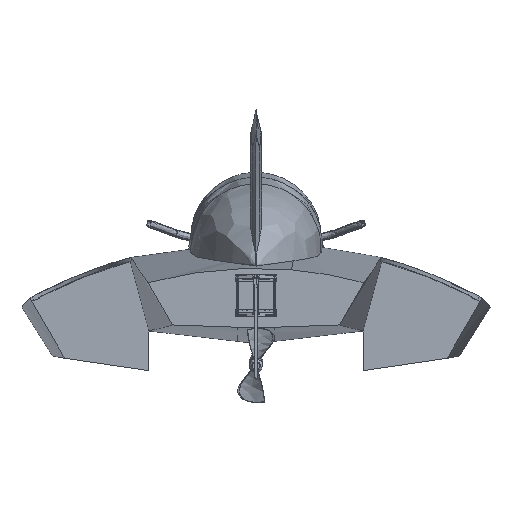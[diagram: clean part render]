
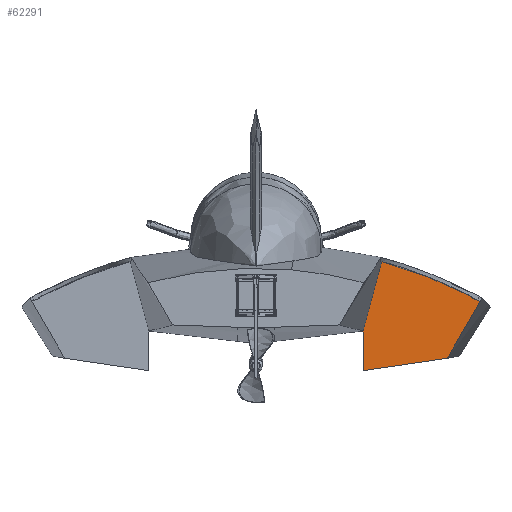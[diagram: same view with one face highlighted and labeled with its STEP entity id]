
A CAD part, left-side view. The second image highlights one B-rep face of the part: STEP entity #62291.
In plain terms, the highlighted free-form (B-spline) face has degree [1, 1] with [2, 2] control points.
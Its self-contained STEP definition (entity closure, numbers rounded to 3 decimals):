
#62291 = ADVANCED_FACE('',(#62292),#62393,.T.);
#62292 = FACE_BOUND('',#62293,.T.);
#62293 = EDGE_LOOP('',(#62294,#62306,#62322,#62332,#62339,#62357,#62367,
    #62388));
#62294 = ORIENTED_EDGE('',*,*,#62295,.F.);
#62295 = EDGE_CURVE('',#62296,#62298,#62300,.T.);
#62296 = VERTEX_POINT('',#62297);
#62297 = CARTESIAN_POINT('',(4465.468,-1529.51,
    -638.493));
#62298 = VERTEX_POINT('',#62299);
#62299 = CARTESIAN_POINT('',(4465.468,-856.392,
    -737.833));
#62300 = B_SPLINE_CURVE_WITH_KNOTS('',4,(#62301,#62302,#62303,#62304,
    #62305),.UNSPECIFIED.,.F.,.F.,(5,5),(0.,937.644),
  .PIECEWISE_BEZIER_KNOTS.);
#62301 = CARTESIAN_POINT('',(4465.468,-1529.51,
    -638.493));
#62302 = CARTESIAN_POINT('',(4465.468,-1184.343,
    -689.433));
#62303 = CARTESIAN_POINT('',(4465.468,-839.177,
    -740.374));
#62304 = CARTESIAN_POINT('',(4465.468,-494.01,
    -791.314));
#62305 = CARTESIAN_POINT('',(4465.468,-148.843,
    -842.254));
#62306 = ORIENTED_EDGE('',*,*,#62307,.F.);
#62307 = EDGE_CURVE('',#62308,#62296,#62310,.T.);
#62308 = VERTEX_POINT('',#62309);
#62309 = CARTESIAN_POINT('',(4465.468,-1792.382,
    -183.186));
#62310 = B_SPLINE_CURVE_WITH_KNOTS('',4,(#62311,#62312,#62313,#62314,
    #62315,#62316,#62317,#62318,#62319,#62320,#62321),.UNSPECIFIED.,.F.,
  .F.,(5,3,3,5),(-407.42,2843.615,2988.596,
    3148.421),.UNSPECIFIED.);
#62311 = CARTESIAN_POINT('',(4465.468,-4175.827,
    3945.062));
#62312 = CARTESIAN_POINT('',(4465.468,-3570.958,
    2897.399));
#62313 = CARTESIAN_POINT('',(4465.468,-2966.089,
    1849.735));
#62314 = CARTESIAN_POINT('',(4465.468,-2361.221,
    802.072));
#62315 = CARTESIAN_POINT('',(4465.468,-1729.377,
    -292.312));
#62316 = CARTESIAN_POINT('',(4465.468,-1702.403,
    -339.033));
#62317 = CARTESIAN_POINT('',(4465.468,-1675.429,
    -385.754));
#62318 = CARTESIAN_POINT('',(4465.468,-1618.718,
    -483.979));
#62319 = CARTESIAN_POINT('',(4465.468,-1588.982,
    -535.484));
#62320 = CARTESIAN_POINT('',(4465.468,-1559.246,
    -586.988));
#62321 = CARTESIAN_POINT('',(4465.468,-1529.51,
    -638.493));
#62322 = ORIENTED_EDGE('',*,*,#62323,.T.);
#62323 = EDGE_CURVE('',#62308,#62324,#62326,.T.);
#62324 = VERTEX_POINT('',#62325);
#62325 = CARTESIAN_POINT('',(4465.468,-1790.316,
    -182.066));
#62326 = ( BOUNDED_CURVE() B_SPLINE_CURVE(4,(#62327,#62328,#62329,#62330
,#62331),.UNSPECIFIED.,.F.,.F.) B_SPLINE_CURVE_WITH_KNOTS((5,5),(0.,
0.226),.PIECEWISE_BEZIER_KNOTS.) CURVE() 
GEOMETRIC_REPRESENTATION_ITEM() RATIONAL_B_SPLINE_CURVE((1.,1.,
1.,1.,1.)) REPRESENTATION_ITEM('') );
#62327 = CARTESIAN_POINT('',(4465.468,-1793.073,
    -183.561));
#62328 = CARTESIAN_POINT('',(4465.468,-1606.38,
    -82.249));
#62329 = CARTESIAN_POINT('',(4465.468,-1411.246,
    5.436));
#62330 = CARTESIAN_POINT('',(4465.468,-1209.965,
    77.902));
#62331 = CARTESIAN_POINT('',(4465.468,-1005.289,
    134.702));
#62332 = ORIENTED_EDGE('',*,*,#62333,.T.);
#62333 = EDGE_CURVE('',#62324,#62334,#62336,.T.);
#62334 = VERTEX_POINT('',#62335);
#62335 = CARTESIAN_POINT('',(4465.468,-1725.901,
    -156.074));
#62336 = B_SPLINE_CURVE_WITH_KNOTS('',1,(#62337,#62338),.UNSPECIFIED.,
  .F.,.F.,(2,2),(-1297.05,-1250.383),
  .PIECEWISE_BEZIER_KNOTS.);
#62337 = CARTESIAN_POINT('',(4465.468,-1790.316,
    -182.066));
#62338 = CARTESIAN_POINT('',(4465.468,-1725.901,
    -156.074));
#62339 = ORIENTED_EDGE('',*,*,#62340,.F.);
#62340 = EDGE_CURVE('',#62341,#62334,#62343,.T.);
#62341 = VERTEX_POINT('',#62342);
#62342 = CARTESIAN_POINT('',(4465.468,-1729.337,
    -149.761));
#62343 = B_SPLINE_CURVE_WITH_KNOTS('',3,(#62344,#62345,#62346,#62347,
    #62348,#62349,#62350,#62351,#62352,#62353,#62354,#62355,#62356),
  .UNSPECIFIED.,.F.,.F.,(4,3,3,3,4),(0.,1.208,2.415,
    3.622,4.829),.UNSPECIFIED.);
#62344 = CARTESIAN_POINT('',(4465.468,-1729.337,
    -149.761));
#62345 = CARTESIAN_POINT('',(4465.468,-1729.05,
    -150.287));
#62346 = CARTESIAN_POINT('',(4465.468,-1728.763,
    -150.813));
#62347 = CARTESIAN_POINT('',(4465.468,-1728.476,
    -151.339));
#62348 = CARTESIAN_POINT('',(4465.468,-1728.19,
    -151.865));
#62349 = CARTESIAN_POINT('',(4465.468,-1727.903,
    -152.391));
#62350 = CARTESIAN_POINT('',(4465.468,-1727.617,
    -152.917));
#62351 = CARTESIAN_POINT('',(4465.468,-1727.33,
    -153.443));
#62352 = CARTESIAN_POINT('',(4465.468,-1727.044,
    -153.97));
#62353 = CARTESIAN_POINT('',(4465.468,-1726.758,
    -154.496));
#62354 = CARTESIAN_POINT('',(4465.468,-1726.472,
    -155.022));
#62355 = CARTESIAN_POINT('',(4465.468,-1726.187,
    -155.548));
#62356 = CARTESIAN_POINT('',(4465.468,-1725.901,
    -156.074));
#62357 = ORIENTED_EDGE('',*,*,#62358,.T.);
#62358 = EDGE_CURVE('',#62341,#62359,#62361,.T.);
#62359 = VERTEX_POINT('',#62360);
#62360 = CARTESIAN_POINT('',(4465.468,-1005.289,
    134.702));
#62361 = ( BOUNDED_CURVE() B_SPLINE_CURVE(4,(#62362,#62363,#62364,#62365
,#62366),.UNSPECIFIED.,.F.,.F.) B_SPLINE_CURVE_WITH_KNOTS((5,5),(0.,
0.226),.PIECEWISE_BEZIER_KNOTS.) CURVE() 
GEOMETRIC_REPRESENTATION_ITEM() RATIONAL_B_SPLINE_CURVE((1.,1.,
1.,1.,1.)) REPRESENTATION_ITEM('') );
#62362 = CARTESIAN_POINT('',(4465.468,-1793.073,
    -183.561));
#62363 = CARTESIAN_POINT('',(4465.468,-1606.38,
    -82.249));
#62364 = CARTESIAN_POINT('',(4465.468,-1411.246,
    5.436));
#62365 = CARTESIAN_POINT('',(4465.468,-1209.965,
    77.902));
#62366 = CARTESIAN_POINT('',(4465.468,-1005.289,
    134.702));
#62367 = ORIENTED_EDGE('',*,*,#62368,.T.);
#62368 = EDGE_CURVE('',#62359,#62369,#62371,.T.);
#62369 = VERTEX_POINT('',#62370);
#62370 = CARTESIAN_POINT('',(4465.468,-856.392,
    -420.989));
#62371 = B_SPLINE_CURVE_WITH_KNOTS('',3,(#62372,#62373,#62374,#62375,
    #62376,#62377,#62378,#62379,#62380,#62381,#62382,#62383,#62384,
    #62385,#62386,#62387),.UNSPECIFIED.,.F.,.F.,(4,3,3,3,3,4),(0.,
    48.314,96.627,193.255,289.882,
    386.51),.UNSPECIFIED.);
#62372 = CARTESIAN_POINT('',(4465.468,-1005.289,
    134.702));
#62373 = CARTESIAN_POINT('',(4465.468,-999.085,
    111.548));
#62374 = CARTESIAN_POINT('',(4465.468,-992.881,
    88.394));
#62375 = CARTESIAN_POINT('',(4465.468,-986.677,
    65.241));
#62376 = CARTESIAN_POINT('',(4465.468,-980.473,
    42.087));
#62377 = CARTESIAN_POINT('',(4465.468,-974.269,
    18.933));
#62378 = CARTESIAN_POINT('',(4465.468,-968.065,
    -4.221));
#62379 = CARTESIAN_POINT('',(4465.468,-955.657,
    -50.528));
#62380 = CARTESIAN_POINT('',(4465.468,-943.249,
    -96.836));
#62381 = CARTESIAN_POINT('',(4465.468,-930.841,
    -143.144));
#62382 = CARTESIAN_POINT('',(4465.468,-918.433,
    -189.451));
#62383 = CARTESIAN_POINT('',(4465.468,-906.025,
    -235.759));
#62384 = CARTESIAN_POINT('',(4465.468,-893.616,
    -282.066));
#62385 = CARTESIAN_POINT('',(4465.468,-881.208,
    -328.374));
#62386 = CARTESIAN_POINT('',(4465.468,-868.8,
    -374.682));
#62387 = CARTESIAN_POINT('',(4465.468,-856.392,
    -420.989));
#62388 = ORIENTED_EDGE('',*,*,#62389,.F.);
#62389 = EDGE_CURVE('',#62298,#62369,#62390,.T.);
#62390 = B_SPLINE_CURVE_WITH_KNOTS('',1,(#62391,#62392),.UNSPECIFIED.,
  .F.,.F.,(2,2),(-495.711,-282.84),
  .PIECEWISE_BEZIER_KNOTS.);
#62391 = CARTESIAN_POINT('',(4465.468,-856.392,
    -737.833));
#62392 = CARTESIAN_POINT('',(4465.468,-856.392,
    -420.989));
#62393 = B_SPLINE_SURFACE_WITH_KNOTS('',1,1,(
    (#62394,#62395)
    ,(#62396,#62397
    )),.UNSPECIFIED.,.F.,.F.,.F.,(2,2),(2,2),(589.542,
    1218.384),(-370.855,215.355),
  .PIECEWISE_BEZIER_KNOTS.);
#62394 = CARTESIAN_POINT('',(4465.468,-856.392,
    -737.833));
#62395 = CARTESIAN_POINT('',(4465.468,-856.392,
    134.702));
#62396 = CARTESIAN_POINT('',(4465.468,-1792.382,
    -737.833));
#62397 = CARTESIAN_POINT('',(4465.468,-1792.382,
    134.702));
